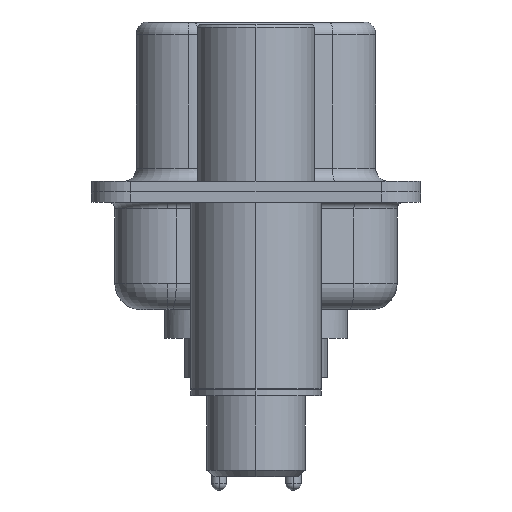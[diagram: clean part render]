
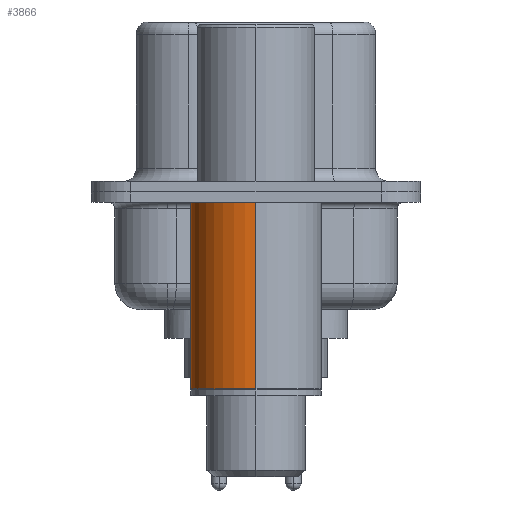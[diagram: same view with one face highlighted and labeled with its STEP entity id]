
A CAD part, left-side view. The second image highlights one B-rep face of the part: STEP entity #3866.
In plain terms, the highlighted cylindrical face has radius 2.5 mm (diameter 5 mm), a partial arc.
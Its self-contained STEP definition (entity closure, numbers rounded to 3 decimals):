
#138 = ORIENTED_EDGE ( 'NONE', *, *, #10948, .T. ) ;
#677 = VECTOR ( 'NONE', #4157, 1000. ) ;
#792 = VERTEX_POINT ( 'NONE', #4707 ) ;
#1153 = CIRCLE ( 'NONE', #18914, 2.5 ) ;
#1330 = CARTESIAN_POINT ( 'NONE',  ( 0., 0., -7.525 ) ) ;
#1468 = DIRECTION ( 'NONE',  ( 1., 0., 0. ) ) ;
#1723 = DIRECTION ( 'NONE',  ( 1., 0., 0. ) ) ;
#2454 = FACE_OUTER_BOUND ( 'NONE', #16860, .T. ) ;
#2775 = DIRECTION ( 'NONE',  ( 1., 0., 0. ) ) ;
#2904 = ORIENTED_EDGE ( 'NONE', *, *, #10981, .F. ) ;
#3006 = VERTEX_POINT ( 'NONE', #4618 ) ;
#3732 = AXIS2_PLACEMENT_3D ( 'NONE', #19047, #10279, #1468 ) ;
#3866 = ADVANCED_FACE ( 'NONE', ( #2454 ), #9805, .T. ) ;
#4157 = DIRECTION ( 'NONE',  ( 0., 0., 1. ) ) ;
#4317 = DIRECTION ( 'NONE',  ( 0., 0., 1. ) ) ;
#4618 = CARTESIAN_POINT ( 'NONE',  ( 2.5, 0., -0.4 ) ) ;
#4707 = CARTESIAN_POINT ( 'NONE',  ( -2.5, 0., -7.525 ) ) ;
#5193 = VECTOR ( 'NONE', #15127, 1000. ) ;
#5414 = LINE ( 'NONE', #10138, #677 ) ;
#5635 = LINE ( 'NONE', #6020, #5193 ) ;
#6020 = CARTESIAN_POINT ( 'NONE',  ( 2.5, 0., 0.581 ) ) ;
#6771 = ORIENTED_EDGE ( 'NONE', *, *, #11097, .F. ) ;
#8422 = AXIS2_PLACEMENT_3D ( 'NONE', #8907, #4317, #1723 ) ;
#8670 = VERTEX_POINT ( 'NONE', #17619 ) ;
#8907 = CARTESIAN_POINT ( 'NONE',  ( 0., 0., 0.581 ) ) ;
#9805 = CYLINDRICAL_SURFACE ( 'NONE', #8422, 2.5 ) ;
#10138 = CARTESIAN_POINT ( 'NONE',  ( -2.5, 0., 0.581 ) ) ;
#10279 = DIRECTION ( 'NONE',  ( 0., 0., 1. ) ) ;
#10316 = ORIENTED_EDGE ( 'NONE', *, *, #10954, .T. ) ;
#10948 = EDGE_CURVE ( 'NONE', #13535, #792, #1153, .T. ) ;
#10954 = EDGE_CURVE ( 'NONE', #792, #8670, #5414, .T. ) ;
#10981 = EDGE_CURVE ( 'NONE', #3006, #8670, #16070, .T. ) ;
#11097 = EDGE_CURVE ( 'NONE', #13535, #3006, #5635, .T. ) ;
#11717 = DIRECTION ( 'NONE',  ( 0., 0., 1. ) ) ;
#13322 = CARTESIAN_POINT ( 'NONE',  ( 2.5, 0., -7.525 ) ) ;
#13535 = VERTEX_POINT ( 'NONE', #13322 ) ;
#15127 = DIRECTION ( 'NONE',  ( 0., 0., 1. ) ) ;
#16070 = CIRCLE ( 'NONE', #3732, 2.5 ) ;
#16860 = EDGE_LOOP ( 'NONE', ( #138, #10316, #2904, #6771 ) ) ;
#17619 = CARTESIAN_POINT ( 'NONE',  ( -2.5, 0., -0.4 ) ) ;
#18914 = AXIS2_PLACEMENT_3D ( 'NONE', #1330, #11717, #2775 ) ;
#19047 = CARTESIAN_POINT ( 'NONE',  ( 0., 0., -0.4 ) ) ;
